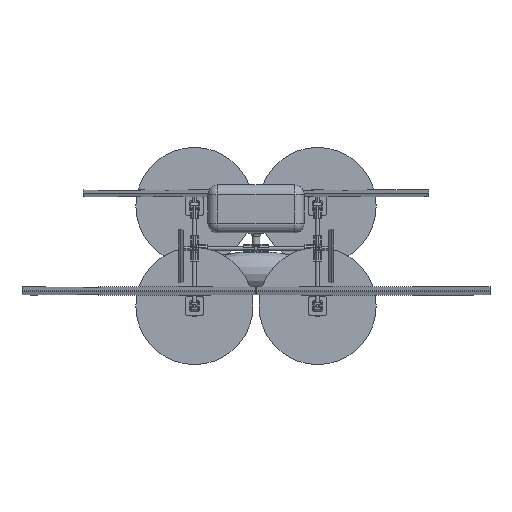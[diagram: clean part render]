
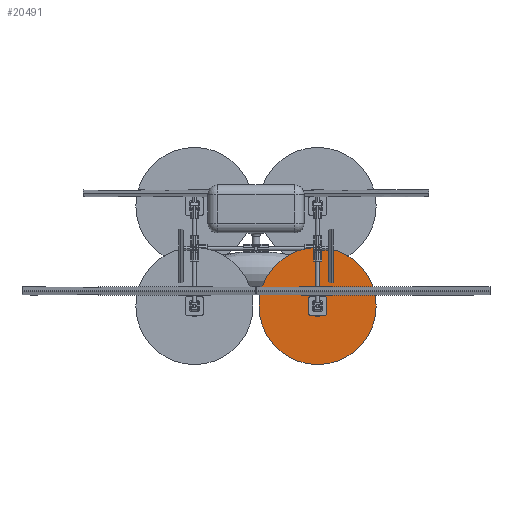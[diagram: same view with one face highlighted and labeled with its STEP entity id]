
A CAD part, left-side view. The second image highlights one B-rep face of the part: STEP entity #20491.
In plain terms, the highlighted face is planar.
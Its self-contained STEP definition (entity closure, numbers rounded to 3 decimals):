
#20386=CARTESIAN_POINT('',(0.,0.,7.62));
#20387=DIRECTION('',(0.,0.,1.));
#20388=DIRECTION('',(1.,0.,0.));
#20389=AXIS2_PLACEMENT_3D('',#20386,#20387,#20388);
#20391=CARTESIAN_POINT('',(0.,0.,7.62));
#20392=DIRECTION('',(0.,0.,1.));
#20393=DIRECTION('',(-1.,0.,0.));
#20394=AXIS2_PLACEMENT_3D('',#20391,#20392,#20393);
#20396=CARTESIAN_POINT('',(0.,0.,7.62));
#20397=DIRECTION('',(0.,0.,-1.));
#20398=DIRECTION('',(1.,0.,0.));
#20399=AXIS2_PLACEMENT_3D('',#20396,#20397,#20398);
#20401=CARTESIAN_POINT('',(0.,0.,7.62));
#20402=DIRECTION('',(0.,0.,-1.));
#20403=DIRECTION('',(-1.,0.,0.));
#20404=AXIS2_PLACEMENT_3D('',#20401,#20402,#20403);
#20418=CARTESIAN_POINT('',(152.4,0.,7.62));
#20419=CARTESIAN_POINT('',(-152.4,0.,7.62));
#20420=VERTEX_POINT('',#20418);
#20421=VERTEX_POINT('',#20419);
#20426=CARTESIAN_POINT('',(3.175,0.,7.62));
#20427=CARTESIAN_POINT('',(-3.175,0.,7.62));
#20428=VERTEX_POINT('',#20426);
#20429=VERTEX_POINT('',#20427);
#20476=CARTESIAN_POINT('',(0.,0.,7.62));
#20477=DIRECTION('',(0.,0.,1.));
#20478=DIRECTION('',(1.,0.,0.));
#20479=AXIS2_PLACEMENT_3D('',#20476,#20477,#20478);
#20480=PLANE('',#20479);
#20481=ORIENTED_EDGE('',*,*,#20456,.F.);
#20482=ORIENTED_EDGE('',*,*,#20470,.F.);
#20483=EDGE_LOOP('',(#20481,#20482));
#20484=FACE_OUTER_BOUND('',#20483,.F.);
#20486=ORIENTED_EDGE('',*,*,#20485,.F.);
#20488=ORIENTED_EDGE('',*,*,#20487,.F.);
#20489=EDGE_LOOP('',(#20486,#20488));
#20490=FACE_BOUND('',#20489,.F.);
#20491=ADVANCED_FACE('',(#20484,#20490),#20480,.T.);
#20390=CIRCLE('',#20389,152.4);
#20395=CIRCLE('',#20394,152.4);
#20400=CIRCLE('',#20399,3.175);
#20405=CIRCLE('',#20404,3.175);
#20456=EDGE_CURVE('',#20420,#20421,#20390,.T.);
#20470=EDGE_CURVE('',#20421,#20420,#20395,.T.);
#20485=EDGE_CURVE('',#20428,#20429,#20400,.T.);
#20487=EDGE_CURVE('',#20429,#20428,#20405,.T.);
